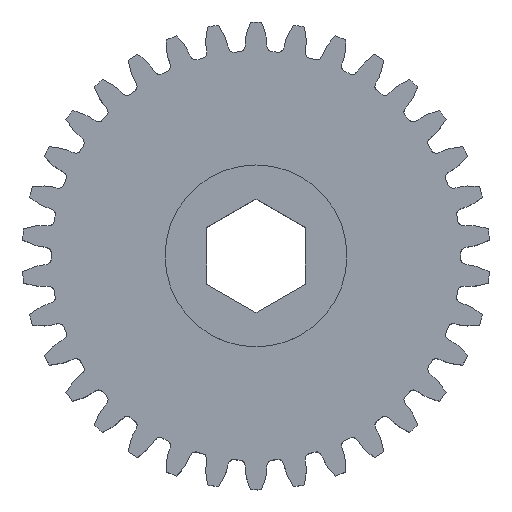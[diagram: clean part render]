
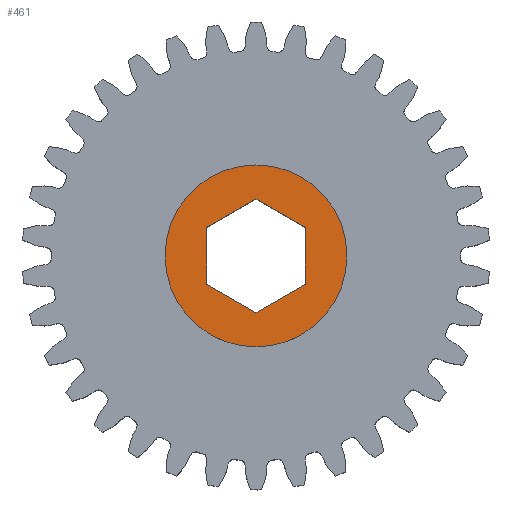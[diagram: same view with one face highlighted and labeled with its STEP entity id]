
A CAD part, top view. The second image highlights one B-rep face of the part: STEP entity #461.
In plain terms, the highlighted planar face has unit normal (0, 0, 1).
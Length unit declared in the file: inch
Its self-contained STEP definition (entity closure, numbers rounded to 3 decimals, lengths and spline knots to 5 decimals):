
#250 = ORIENTED_EDGE ( 'NONE', *, *, #3807, .T. ) ;
#361 = CARTESIAN_POINT ( 'NONE',  ( 0.189, 0.10912, 0.249 ) ) ;
#376 = CARTESIAN_POINT ( 'NONE',  ( -0.189, -0.10912, 0.249 ) ) ;
#461 = ADVANCED_FACE ( 'NONE', ( #11154, #8179 ), #6344, .T. ) ;
#740 = AXIS2_PLACEMENT_3D ( 'NONE', #11268, #4536, #12401 ) ;
#799 = ORIENTED_EDGE ( 'NONE', *, *, #12851, .T. ) ;
#808 = ORIENTED_EDGE ( 'NONE', *, *, #7286, .T. ) ;
#990 = EDGE_CURVE ( 'NONE', #3786, #13749, #13095, .T. ) ;
#1179 = VECTOR ( 'NONE', #7605, 39.37008 ) ;
#1234 = DIRECTION ( 'NONE',  ( 0., 0., 1. ) ) ;
#1365 = LINE ( 'NONE', #13000, #7682 ) ;
#1538 = LINE ( 'NONE', #5335, #1179 ) ;
#1743 = AXIS2_PLACEMENT_3D ( 'NONE', #7950, #1234, #9085 ) ;
#1848 = CIRCLE ( 'NONE', #1743, 0.35 ) ;
#2474 = CARTESIAN_POINT ( 'NONE',  ( -0.189, -0.10912, 0.249 ) ) ;
#2989 = CARTESIAN_POINT ( 'NONE',  ( 0., 0., 0.249 ) ) ;
#3786 = VERTEX_POINT ( 'NONE', #4559 ) ;
#3807 = EDGE_CURVE ( 'NONE', #13603, #13513, #1848, .T. ) ;
#3880 = ORIENTED_EDGE ( 'NONE', *, *, #13458, .T. ) ;
#4313 = ORIENTED_EDGE ( 'NONE', *, *, #12045, .T. ) ;
#4446 = DIRECTION ( 'NONE',  ( 0.866, 0.5, 0. ) ) ;
#4536 = DIRECTION ( 'NONE',  ( 0., 0., 1. ) ) ;
#4559 = CARTESIAN_POINT ( 'NONE',  ( 0., -0.21824, 0.249 ) ) ;
#4584 = VERTEX_POINT ( 'NONE', #8560 ) ;
#4655 = ORIENTED_EDGE ( 'NONE', *, *, #10023, .T. ) ;
#5335 = CARTESIAN_POINT ( 'NONE',  ( 0.189, -0.10912, 0.249 ) ) ;
#5401 = VECTOR ( 'NONE', #13790, 39.37008 ) ;
#5737 = EDGE_CURVE ( 'NONE', #6851, #4584, #1365, .T. ) ;
#5869 = CARTESIAN_POINT ( 'NONE',  ( 0., -0.21824, 0.249 ) ) ;
#6251 = DIRECTION ( 'NONE',  ( 0.866, -0.5, 0. ) ) ;
#6344 = PLANE ( 'NONE',  #6788 ) ;
#6788 = AXIS2_PLACEMENT_3D ( 'NONE', #2989, #14208, #7485 ) ;
#6807 = VECTOR ( 'NONE', #4446, 39.37008 ) ;
#6851 = VERTEX_POINT ( 'NONE', #9605 ) ;
#7006 = DIRECTION ( 'NONE',  ( -0.866, 0.5, 0. ) ) ;
#7286 = EDGE_CURVE ( 'NONE', #12381, #3786, #1538, .T. ) ;
#7485 = DIRECTION ( 'NONE',  ( 1., 0., 0. ) ) ;
#7605 = DIRECTION ( 'NONE',  ( -0.866, -0.5, 0. ) ) ;
#7609 = EDGE_LOOP ( 'NONE', ( #799, #808, #9053, #4655, #4313, #13570 ) ) ;
#7682 = VECTOR ( 'NONE', #6251, 39.37008 ) ;
#7780 = VERTEX_POINT ( 'NONE', #13301 ) ;
#7950 = CARTESIAN_POINT ( 'NONE',  ( 0., 0., 0.249 ) ) ;
#8179 = FACE_OUTER_BOUND ( 'NONE', #9927, .T. ) ;
#8560 = CARTESIAN_POINT ( 'NONE',  ( 0.189, 0.10912, 0.249 ) ) ;
#8620 = CARTESIAN_POINT ( 'NONE',  ( -0.35, 0., 0.249 ) ) ;
#8752 = LINE ( 'NONE', #361, #5401 ) ;
#9013 = CARTESIAN_POINT ( 'NONE',  ( 0.35, 0., 0.249 ) ) ;
#9053 = ORIENTED_EDGE ( 'NONE', *, *, #990, .T. ) ;
#9085 = DIRECTION ( 'NONE',  ( 1., 0., 0. ) ) ;
#9605 = CARTESIAN_POINT ( 'NONE',  ( 0., 0.21824, 0.249 ) ) ;
#9813 = LINE ( 'NONE', #13102, #6807 ) ;
#9927 = EDGE_LOOP ( 'NONE', ( #250, #3880 ) ) ;
#10023 = EDGE_CURVE ( 'NONE', #13749, #7780, #14033, .T. ) ;
#10107 = VECTOR ( 'NONE', #7006, 39.37008 ) ;
#10695 = CIRCLE ( 'NONE', #740, 0.35 ) ;
#11045 = VECTOR ( 'NONE', #12589, 39.37008 ) ;
#11154 = FACE_BOUND ( 'NONE', #7609, .T. ) ;
#11268 = CARTESIAN_POINT ( 'NONE',  ( 0., 0., 0.249 ) ) ;
#12045 = EDGE_CURVE ( 'NONE', #7780, #6851, #9813, .T. ) ;
#12381 = VERTEX_POINT ( 'NONE', #12763 ) ;
#12401 = DIRECTION ( 'NONE',  ( 1., 0., 0. ) ) ;
#12589 = DIRECTION ( 'NONE',  ( 0., 1., 0. ) ) ;
#12763 = CARTESIAN_POINT ( 'NONE',  ( 0.189, -0.10912, 0.249 ) ) ;
#12851 = EDGE_CURVE ( 'NONE', #4584, #12381, #8752, .T. ) ;
#13000 = CARTESIAN_POINT ( 'NONE',  ( 0., 0.21824, 0.249 ) ) ;
#13095 = LINE ( 'NONE', #5869, #10107 ) ;
#13102 = CARTESIAN_POINT ( 'NONE',  ( -0.189, 0.10912, 0.249 ) ) ;
#13301 = CARTESIAN_POINT ( 'NONE',  ( -0.189, 0.10912, 0.249 ) ) ;
#13458 = EDGE_CURVE ( 'NONE', #13513, #13603, #10695, .T. ) ;
#13513 = VERTEX_POINT ( 'NONE', #9013 ) ;
#13570 = ORIENTED_EDGE ( 'NONE', *, *, #5737, .T. ) ;
#13603 = VERTEX_POINT ( 'NONE', #8620 ) ;
#13749 = VERTEX_POINT ( 'NONE', #376 ) ;
#13790 = DIRECTION ( 'NONE',  ( 0., -1., 0. ) ) ;
#14033 = LINE ( 'NONE', #2474, #11045 ) ;
#14208 = DIRECTION ( 'NONE',  ( 0., 0., 1. ) ) ;
